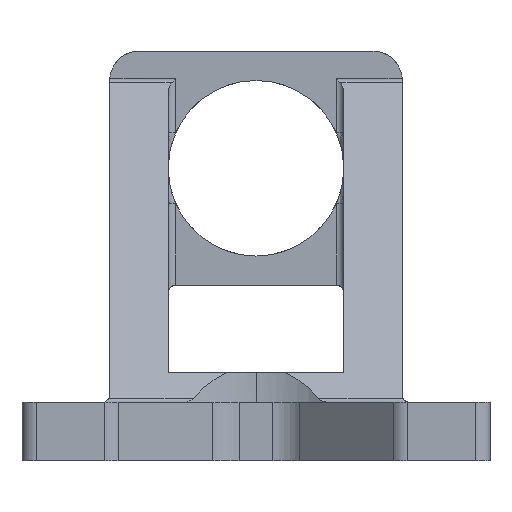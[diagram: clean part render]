
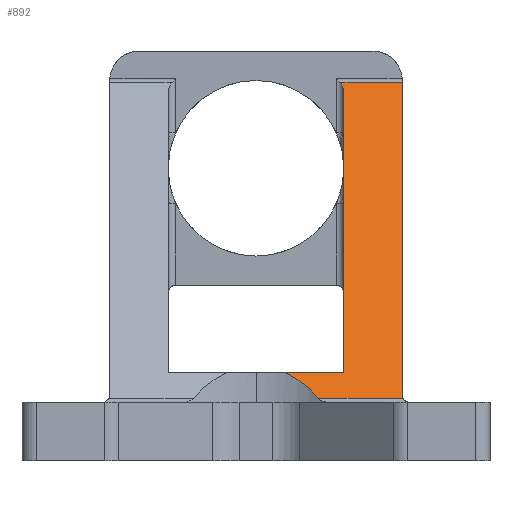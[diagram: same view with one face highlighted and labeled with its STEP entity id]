
A CAD part, left-side view. The second image highlights one B-rep face of the part: STEP entity #892.
In plain terms, the highlighted planar face has unit normal (-0.871, 0, 0.491).
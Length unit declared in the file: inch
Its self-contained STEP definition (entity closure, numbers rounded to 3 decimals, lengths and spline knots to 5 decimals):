
#4 = CARTESIAN_POINT ( 'NONE',  ( 1.4832, -0.55464, 1.11378 ) ) ;
#7 = VERTEX_POINT ( 'NONE', #932 ) ;
#89 = CARTESIAN_POINT ( 'NONE',  ( 3.72727, -1.1302, 5.09525 ) ) ;
#273 = CARTESIAN_POINT ( 'NONE',  ( 1.35561, -1.9685, 0.8874 ) ) ;
#278 = VERTEX_POINT ( 'NONE', #3431 ) ;
#324 = EDGE_CURVE ( 'NONE', #4067, #3056, #653, .T. ) ;
#429 = EDGE_CURVE ( 'NONE', #3981, #278, #741, .T. ) ;
#435 = EDGE_CURVE ( 'NONE', #890, #4067, #2054, .T. ) ;
#518 =( BOUNDED_CURVE ( )  B_SPLINE_CURVE ( 3, ( #2427, #1830, #2119, #2745 ),
 .UNSPECIFIED., .F., .T. ) 
 B_SPLINE_CURVE_WITH_KNOTS ( ( 4, 4 ),
 ( 0.51325, 1.5708 ),
 .UNSPECIFIED. ) 
 CURVE ( )  GEOMETRIC_REPRESENTATION_ITEM ( )  RATIONAL_B_SPLINE_CURVE ( ( 1., 0.909, 0.909, 1. ) ) 
 REPRESENTATION_ITEM ( '' )  );
#653 = LINE ( 'NONE', #1551, #2139 ) ;
#730 = VECTOR ( 'NONE', #2040, 39.37008 ) ;
#741 =( BOUNDED_CURVE ( )  B_SPLINE_CURVE ( 3, ( #1900, #4068, #4, #2193 ),
 .UNSPECIFIED., .F., .T. ) 
 B_SPLINE_CURVE_WITH_KNOTS ( ( 4, 4 ),
 ( 2.57407, 2.88866 ),
 .UNSPECIFIED. ) 
 CURVE ( )  GEOMETRIC_REPRESENTATION_ITEM ( )  RATIONAL_B_SPLINE_CURVE ( ( 1., 0.992, 0.992, 1. ) ) 
 REPRESENTATION_ITEM ( '' )  );
#786 = LINE ( 'NONE', #2676, #730 ) ;
#890 = VERTEX_POINT ( 'NONE', #273 ) ;
#892 = ADVANCED_FACE ( 'NONE', ( #2832 ), #2788, .F. ) ;
#911 = EDGE_CURVE ( 'NONE', #2416, #890, #3974, .T. ) ;
#932 = CARTESIAN_POINT ( 'NONE',  ( 1.5247, -1.1811, 1.1874 ) ) ;
#983 = CARTESIAN_POINT ( 'NONE',  ( 1.32793, -1.98139, 0.8383 ) ) ;
#1033 = ORIENTED_EDGE ( 'NONE', *, *, #2928, .F. ) ;
#1196 = ORIENTED_EDGE ( 'NONE', *, *, #2828, .T. ) ;
#1212 = AXIS2_PLACEMENT_3D ( 'NONE', #1233, #3423, #1548 ) ;
#1233 = CARTESIAN_POINT ( 'NONE',  ( 3.74016, -17.31744, 5.11811 ) ) ;
#1258 = DIRECTION ( 'NONE',  ( 0., 1., 0. ) ) ;
#1336 = CARTESIAN_POINT ( 'NONE',  ( 1.34586, -1.9685, 0.8701 ) ) ;
#1548 = DIRECTION ( 'NONE',  ( -0.491, 0., -0.871 ) ) ;
#1551 = CARTESIAN_POINT ( 'NONE',  ( 3.72727, -1.1811, 5.09525 ) ) ;
#1564 = VERTEX_POINT ( 'NONE', #2673 ) ;
#1614 = CARTESIAN_POINT ( 'NONE',  ( 1.35561, -1.9685, 0.8874 ) ) ;
#1674 = ORIENTED_EDGE ( 'NONE', *, *, #435, .T. ) ;
#1765 = LINE ( 'NONE', #2821, #2739 ) ;
#1830 = CARTESIAN_POINT ( 'NONE',  ( 3.70911, -1.16244, 5.06302 ) ) ;
#1900 = CARTESIAN_POINT ( 'NONE',  ( 1.32793, -0.84652, 0.8383 ) ) ;
#1932 = VECTOR ( 'NONE', #2229, 39.37008 ) ;
#2040 = DIRECTION ( 'NONE',  ( 0., -1., 0. ) ) ;
#2054 = LINE ( 'NONE', #3195, #3484 ) ;
#2089 = ORIENTED_EDGE ( 'NONE', *, *, #911, .T. ) ;
#2119 = CARTESIAN_POINT ( 'NONE',  ( 3.67716, -1.1811, 5.00634 ) ) ;
#2139 = VECTOR ( 'NONE', #1258, 39.37008 ) ;
#2193 = CARTESIAN_POINT ( 'NONE',  ( 1.5247, -0.39409, 1.1874 ) ) ;
#2210 = DIRECTION ( 'NONE',  ( 0.491, 0., 0.871 ) ) ;
#2229 = DIRECTION ( 'NONE',  ( 0., 1., 0. ) ) ;
#2258 = EDGE_LOOP ( 'NONE', ( #1674, #2394, #1196, #1033, #2981, #2950, #3746, #2089 ) ) ;
#2394 = ORIENTED_EDGE ( 'NONE', *, *, #324, .T. ) ;
#2416 = VERTEX_POINT ( 'NONE', #3427 ) ;
#2427 = CARTESIAN_POINT ( 'NONE',  ( 3.72727, -1.1302, 5.09525 ) ) ;
#2533 = CARTESIAN_POINT ( 'NONE',  ( 3.72727, -1.9685, 5.09525 ) ) ;
#2673 = CARTESIAN_POINT ( 'NONE',  ( 3.64016, -1.1811, 4.94069 ) ) ;
#2676 = CARTESIAN_POINT ( 'NONE',  ( 1.32793, -17.31744, 0.8383 ) ) ;
#2739 = VECTOR ( 'NONE', #3458, 39.37008 ) ;
#2745 = CARTESIAN_POINT ( 'NONE',  ( 3.64016, -1.1811, 4.94069 ) ) ;
#2788 = PLANE ( 'NONE',  #1212 ) ;
#2821 = CARTESIAN_POINT ( 'NONE',  ( 3.74016, -1.1811, 5.11811 ) ) ;
#2828 = EDGE_CURVE ( 'NONE', #3056, #1564, #518, .T. ) ;
#2832 = FACE_OUTER_BOUND ( 'NONE', #2258, .T. ) ;
#2863 = CARTESIAN_POINT ( 'NONE',  ( 1.5247, -1.974, 1.1874 ) ) ;
#2864 = CARTESIAN_POINT ( 'NONE',  ( 1.32793, -0.84652, 0.8383 ) ) ;
#2928 = EDGE_CURVE ( 'NONE', #7, #1564, #1765, .T. ) ;
#2950 = ORIENTED_EDGE ( 'NONE', *, *, #429, .F. ) ;
#2981 = ORIENTED_EDGE ( 'NONE', *, *, #3528, .T. ) ;
#3056 = VERTEX_POINT ( 'NONE', #89 ) ;
#3195 = CARTESIAN_POINT ( 'NONE',  ( 3.15075, -1.9685, 4.07237 ) ) ;
#3423 = DIRECTION ( 'NONE',  ( 0.871, 0., -0.491 ) ) ;
#3427 = CARTESIAN_POINT ( 'NONE',  ( 1.32793, -1.98139, 0.8383 ) ) ;
#3431 = CARTESIAN_POINT ( 'NONE',  ( 1.5247, -0.39409, 1.1874 ) ) ;
#3458 = DIRECTION ( 'NONE',  ( 0.491, 0., 0.871 ) ) ;
#3484 = VECTOR ( 'NONE', #2210, 39.37008 ) ;
#3527 = CARTESIAN_POINT ( 'NONE',  ( 1.33643, -1.97289, 0.85337 ) ) ;
#3528 = EDGE_CURVE ( 'NONE', #7, #278, #3611, .T. ) ;
#3611 = LINE ( 'NONE', #2863, #1932 ) ;
#3746 = ORIENTED_EDGE ( 'NONE', *, *, #3837, .T. ) ;
#3837 = EDGE_CURVE ( 'NONE', #3981, #2416, #786, .T. ) ;
#3974 =( BOUNDED_CURVE ( )  B_SPLINE_CURVE ( 3, ( #983, #3527, #1336, #1614 ),
 .UNSPECIFIED., .F., .T. ) 
 B_SPLINE_CURVE_WITH_KNOTS ( ( 4, 4 ),
 ( 1.05755, 1.5708 ),
 .UNSPECIFIED. ) 
 CURVE ( )  GEOMETRIC_REPRESENTATION_ITEM ( )  RATIONAL_B_SPLINE_CURVE ( ( 1., 0.978, 0.978, 1. ) ) 
 REPRESENTATION_ITEM ( '' )  );
#3981 = VERTEX_POINT ( 'NONE', #2864 ) ;
#4067 = VERTEX_POINT ( 'NONE', #2533 ) ;
#4068 = CARTESIAN_POINT ( 'NONE',  ( 1.41707, -0.7067, 0.99645 ) ) ;
